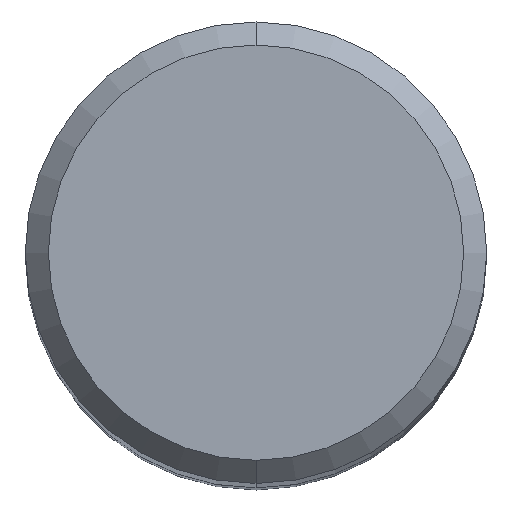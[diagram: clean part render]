
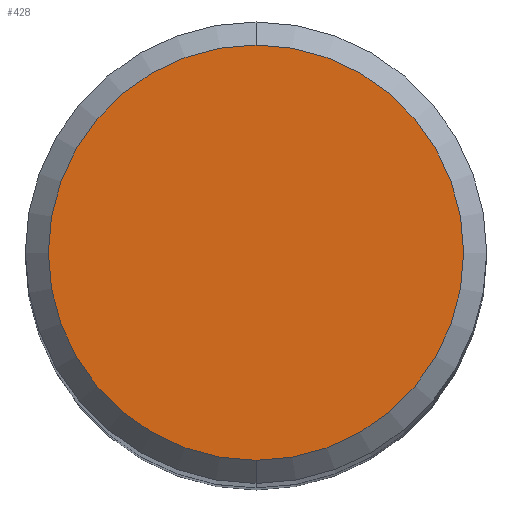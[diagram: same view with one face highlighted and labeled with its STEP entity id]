
A CAD part, top view. The second image highlights one B-rep face of the part: STEP entity #428.
In plain terms, the highlighted planar face has unit normal (0, 0, 1).
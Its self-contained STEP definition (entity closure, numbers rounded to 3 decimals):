
#202=EDGE_CURVE('',#206,#214,#506,.T.);
#206=VERTEX_POINT('',#510);
#214=VERTEX_POINT('',#519);
#264=EDGE_CURVE('',#214,#206,#573,.T.);
#428=ADVANCED_FACE('',(#754),#755,.T.);
#506=CIRCLE('',#878,4.5);
#510=CARTESIAN_POINT('',(0.0,4.5,0.0));
#519=CARTESIAN_POINT('',(0.,-4.5,0.0));
#573=CIRCLE('',#1066,4.5);
#754=FACE_OUTER_BOUND('',#1385,.T.);
#755=PLANE('',#1386);
#878=AXIS2_PLACEMENT_3D('',#1495,#1496,#1497);
#1066=AXIS2_PLACEMENT_3D('',#1546,#1547,#1548);
#1385=EDGE_LOOP('',(#1759,#1760));
#1386=AXIS2_PLACEMENT_3D('',#1761,#1762,#1763);
#1495=CARTESIAN_POINT('',(0.0,0.0,0.0));
#1496=DIRECTION('',(0.0,0.0,-1.0));
#1497=DIRECTION('',(0.0,1.0,0.0));
#1546=CARTESIAN_POINT('',(0.0,0.0,0.0));
#1547=DIRECTION('',(0.0,0.0,-1.0));
#1548=DIRECTION('',(0.0,1.0,0.0));
#1759=ORIENTED_EDGE('',*,*,#202,.F.);
#1760=ORIENTED_EDGE('',*,*,#264,.F.);
#1761=CARTESIAN_POINT('',(0.0,2.25,0.0));
#1762=DIRECTION('',(-0.0,0.0,1.0));
#1763=DIRECTION('',(0.0,-1.0,0.0));
